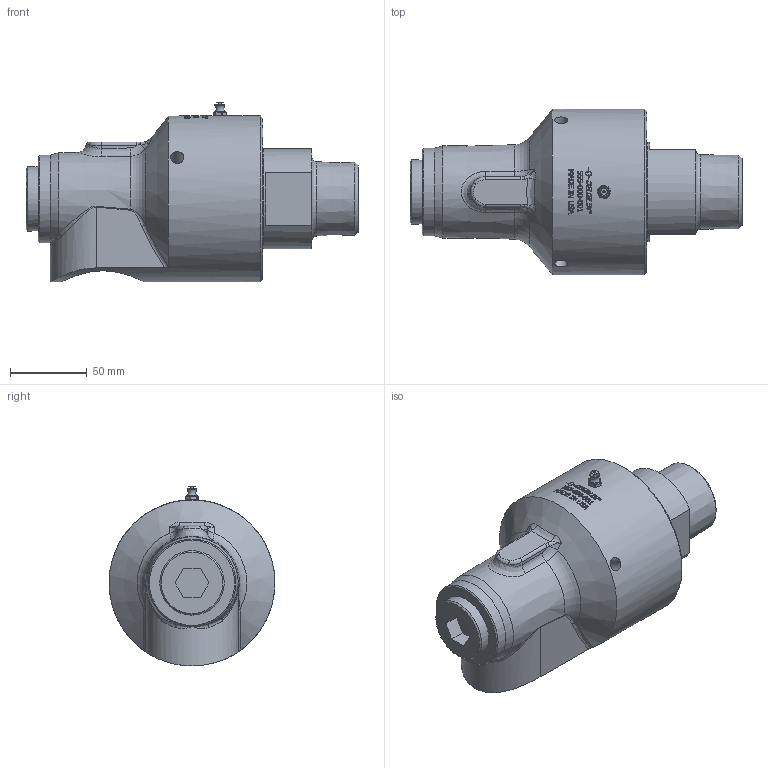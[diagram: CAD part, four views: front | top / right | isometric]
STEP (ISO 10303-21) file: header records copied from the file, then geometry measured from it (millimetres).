
FILE_DESCRIPTION(/* description */ (''),/* implementation_level */ '2;1');
FILE_NAME(/* name */ '555-000-001-IC.stp',/* time_stamp */ '2020-05-20T09:43:37-05:00',/* author */ ('GALINDOLM'),/* organization */ (''),/* preprocessor_version */ 'ST-DEVELOPER v18',/* originating_system */ 'Autodesk Inventor 2020',/* authorisation */ '');
FILE_SCHEMA (('AUTOMOTIVE_DESIGN { 1 0 10303 214 3 1 1 }'));
Length unit declared in the file: millimetre
Products named in the file (1): 555-000-001-IC
Bounding box: 216 x 108 x 116.97 mm (x, y, z)
Volume: 981464.3 mm3; surface area: 86306.9 mm2
Topology: 1 solids, 1 shells, 604 faces, 1586 edges, 1028 vertices
Faces by surface type: plane 271, bspline 211, cylinder 93, cone 15, torus 8, sphere 6
Full cylindrical faces by diameter (mm): 1.5 x1, 5.359 x1, 8.6 x3, 38.1 x1, 43.256 x1, 53.7 x1, 57 x1, 65 x2, 90.07 x1, 108 x1
Entity records: 28972 total; most frequent: CARTESIAN_POINT 14501, ORIENTED_EDGE 3152, DIRECTION 2402, EDGE_CURVE 1576, VERTEX_POINT 1028, AXIS2_PLACEMENT_3D 883, EDGE_LOOP 660, LINE 636
